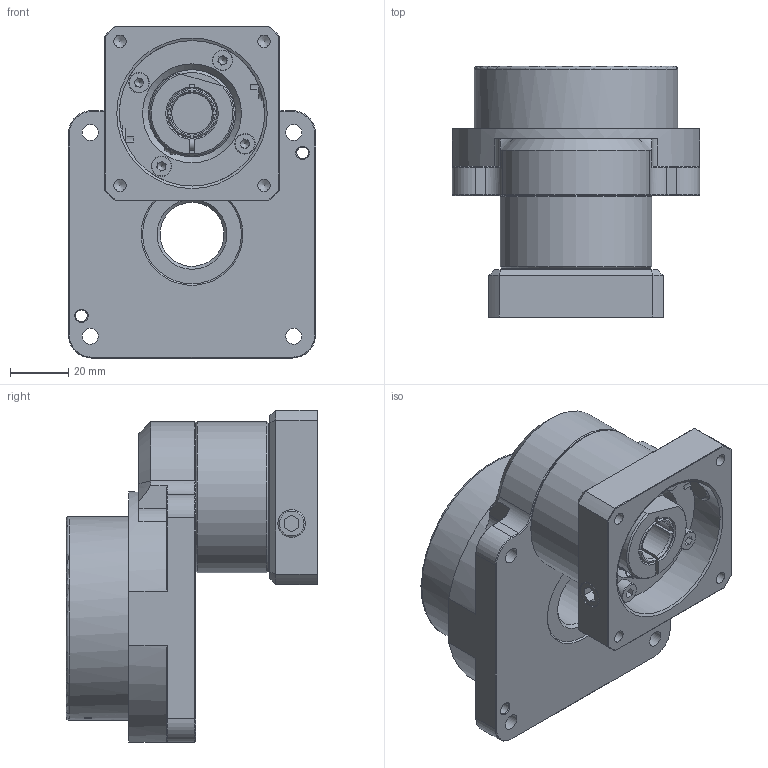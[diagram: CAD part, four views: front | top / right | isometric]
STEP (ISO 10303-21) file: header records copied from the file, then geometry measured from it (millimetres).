
FILE_DESCRIPTION((''),'2;1');
FILE_NAME('KGT-85B-1 (S14).stp','2018-10-29T14:14:35',('Young'),(''),'Autodesk Inventor 2012','Autodesk Inventor 2012','');
FILE_SCHEMA(('AUTOMOTIVE_DESIGN { 1 0 10303 214 1 1 1 1 }'));
Length unit declared in the file: millimetre
Products named in the file (1): KGT-85B-1 (S14)
Bounding box: 85 x 86.5 x 114.1 mm (x, y, z)
Volume: 303992.2 mm3; surface area: 65413.7 mm2
Topology: 1 solids, 22 shells, 552 faces, 1309 edges, 822 vertices
Faces by surface type: plane 273, cylinder 140, cone 125, torus 14
Full cylindrical faces by diameter (mm): 2.5 x4, 3.3 x10, 4 x11, 4.2 x5, 4.5 x8, 5 x2, 5.5 x4, 6.8 x1, 7 x8, 7.5 x4, 14 x1, 14.1 x1, 19.8 x1, 20 x1, 22 x1, 24 x1, 25.912 x1, 25.996 x1, 26 x1, 28 x1, 29.8 x1, 30 x5, 32 x1, 45 x1, 50 x1, 52 x2, 70 x1, 80 x1
Entity records: 15245 total; most frequent: CARTESIAN_POINT 2996, DIRECTION 2507, ORIENTED_EDGE 2112, EDGE_CURVE 1056, AXIS2_PLACEMENT_3D 1007, EDGE_LOOP 786, VERTEX_POINT 740, STYLED_ITEM 553
